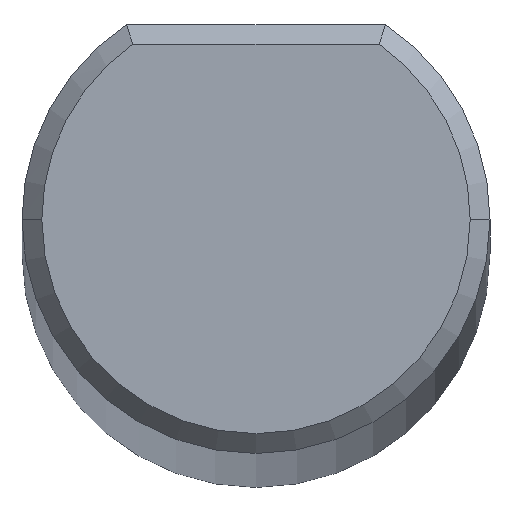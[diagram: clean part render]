
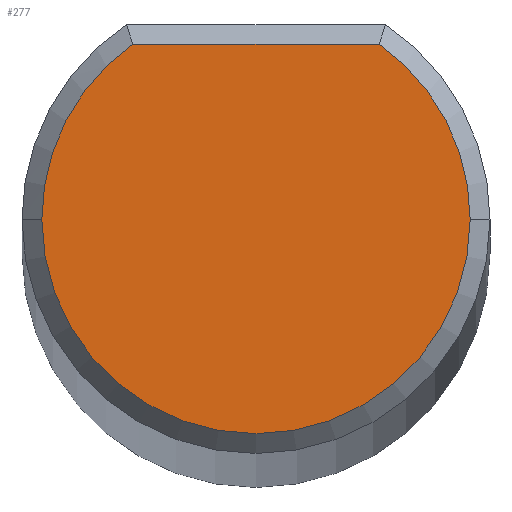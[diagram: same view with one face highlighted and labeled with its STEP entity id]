
A CAD part, top view. The second image highlights one B-rep face of the part: STEP entity #277.
In plain terms, the highlighted planar face has unit normal (0, 0, 1).
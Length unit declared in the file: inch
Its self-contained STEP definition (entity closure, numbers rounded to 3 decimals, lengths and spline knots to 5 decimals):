
#23 = EDGE_CURVE ( 'NONE', #265, #128, #251, .T. ) ;
#34 = ORIENTED_EDGE ( 'NONE', *, *, #23, .T. ) ;
#56 = ORIENTED_EDGE ( 'NONE', *, *, #172, .T. ) ;
#81 = VERTEX_POINT ( 'NONE', #138 ) ;
#85 = EDGE_CURVE ( 'NONE', #81, #359, #342, .T. ) ;
#92 = DIRECTION ( 'NONE',  ( 1., 0., 0. ) ) ;
#127 = CARTESIAN_POINT ( 'NONE',  ( -0.10811, 0., 9.84252 ) ) ;
#128 = VERTEX_POINT ( 'NONE', #127 ) ;
#138 = CARTESIAN_POINT ( 'NONE',  ( 0.10811, 0., 9.84252 ) ) ;
#139 = VECTOR ( 'NONE', #310, 39.37008 ) ;
#162 = DIRECTION ( 'NONE',  ( 1., 0., 0. ) ) ;
#172 = EDGE_CURVE ( 'NONE', #128, #81, #241, .T. ) ;
#173 = ORIENTED_EDGE ( 'NONE', *, *, #85, .T. ) ;
#177 = DIRECTION ( 'NONE',  ( 1., 0., 0. ) ) ;
#182 = CARTESIAN_POINT ( 'NONE',  ( 0., 0., 9.84252 ) ) ;
#188 = DIRECTION ( 'NONE',  ( 1., 0., 0. ) ) ;
#189 = CARTESIAN_POINT ( 'NONE',  ( 0., 0., 9.84252 ) ) ;
#206 = LINE ( 'NONE', #403, #139 ) ;
#211 = AXIS2_PLACEMENT_3D ( 'NONE', #189, #382, #162 ) ;
#224 = DIRECTION ( 'NONE',  ( 0., 0., 1. ) ) ;
#241 = CIRCLE ( 'NONE', #419, 0.10811 ) ;
#242 = EDGE_CURVE ( 'NONE', #359, #265, #206, .T. ) ;
#251 = CIRCLE ( 'NONE', #258, 0.10811 ) ;
#252 = AXIS2_PLACEMENT_3D ( 'NONE', #182, #284, #92 ) ;
#258 = AXIS2_PLACEMENT_3D ( 'NONE', #398, #224, #188 ) ;
#265 = VERTEX_POINT ( 'NONE', #282 ) ;
#277 = ADVANCED_FACE ( 'NONE', ( #389 ), #377, .T. ) ;
#282 = CARTESIAN_POINT ( 'NONE',  ( -0.0622, 0.08843, 9.84252 ) ) ;
#284 = DIRECTION ( 'NONE',  ( 0., 0., 1. ) ) ;
#310 = DIRECTION ( 'NONE',  ( -1., 0., 0. ) ) ;
#311 = EDGE_LOOP ( 'NONE', ( #34, #56, #173, #363 ) ) ;
#335 = CARTESIAN_POINT ( 'NONE',  ( 0., 0., 9.84252 ) ) ;
#342 = CIRCLE ( 'NONE', #211, 0.10811 ) ;
#350 = CARTESIAN_POINT ( 'NONE',  ( 0.0622, 0.08843, 9.84252 ) ) ;
#359 = VERTEX_POINT ( 'NONE', #350 ) ;
#363 = ORIENTED_EDGE ( 'NONE', *, *, #242, .T. ) ;
#367 = DIRECTION ( 'NONE',  ( 0., 0., 1. ) ) ;
#377 = PLANE ( 'NONE',  #252 ) ;
#382 = DIRECTION ( 'NONE',  ( 0., 0., 1. ) ) ;
#389 = FACE_OUTER_BOUND ( 'NONE', #311, .T. ) ;
#398 = CARTESIAN_POINT ( 'NONE',  ( 0., 0., 9.84252 ) ) ;
#403 = CARTESIAN_POINT ( 'NONE',  ( -0.06529, 0.08843, 9.84252 ) ) ;
#419 = AXIS2_PLACEMENT_3D ( 'NONE', #335, #367, #177 ) ;
